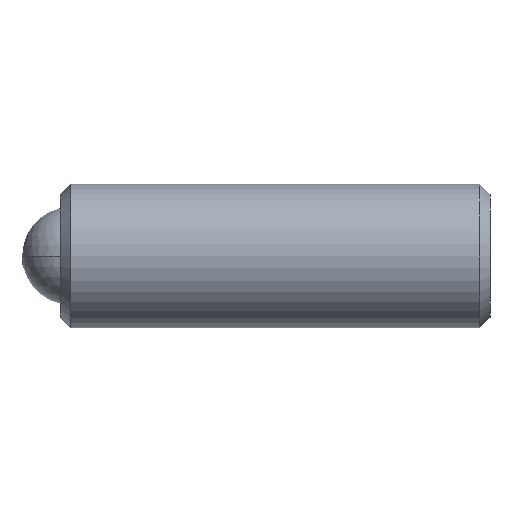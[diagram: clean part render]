
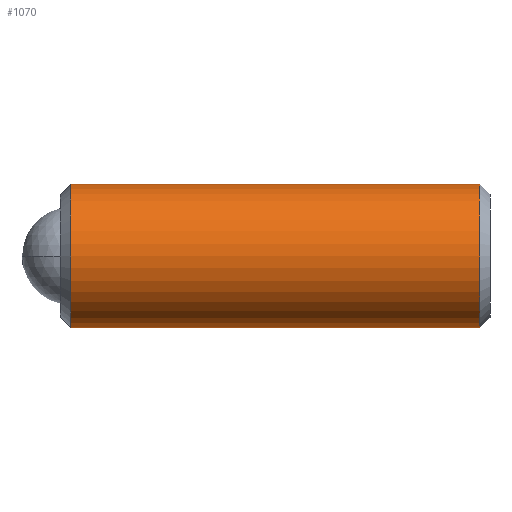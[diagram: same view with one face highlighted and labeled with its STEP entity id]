
A CAD part, front view. The second image highlights one B-rep face of the part: STEP entity #1070.
In plain terms, the highlighted cylindrical face has radius 1.753 mm (diameter 3.505 mm), a partial arc.
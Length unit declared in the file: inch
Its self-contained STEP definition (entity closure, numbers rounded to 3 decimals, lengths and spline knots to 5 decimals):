
#42 = AXIS2_PLACEMENT_3D ( 'NONE', #602, #586, #585 ) ;
#72 = CIRCLE ( 'NONE', #119, 0.069 ) ;
#119 = AXIS2_PLACEMENT_3D ( 'NONE', #673, #818, #827 ) ;
#158 = VECTOR ( 'NONE', #711, 39.37008 ) ;
#216 = LINE ( 'NONE', #681, #158 ) ;
#252 = CYLINDRICAL_SURFACE ( 'NONE', #42, 0.069 ) ;
#254 = FACE_OUTER_BOUND ( 'NONE', #975, .T. ) ;
#260 = LINE ( 'NONE', #458, #663 ) ;
#458 = CARTESIAN_POINT ( 'NONE',  ( -2.16231, 0.69555, 0.85541 ) ) ;
#585 = DIRECTION ( 'NONE',  ( 0., 0., -1. ) ) ;
#586 = DIRECTION ( 'NONE',  ( 1., 0., 0. ) ) ;
#602 = CARTESIAN_POINT ( 'NONE',  ( -2.16231, 0.69555, 0.78641 ) ) ;
#621 = DIRECTION ( 'NONE',  ( 0., 0., -1. ) ) ;
#628 = DIRECTION ( 'NONE',  ( 1., 0., 0. ) ) ;
#629 = CARTESIAN_POINT ( 'NONE',  ( -2.56541, 0.69555, 0.78641 ) ) ;
#631 = DIRECTION ( 'NONE',  ( 1., 0., 0. ) ) ;
#641 = AXIS2_PLACEMENT_3D ( 'NONE', #629, #628, #621 ) ;
#643 = CIRCLE ( 'NONE', #641, 0.069 ) ;
#663 = VECTOR ( 'NONE', #631, 39.37008 ) ;
#673 = CARTESIAN_POINT ( 'NONE',  ( -2.17231, 0.69555, 0.78641 ) ) ;
#681 = CARTESIAN_POINT ( 'NONE',  ( -2.16231, 0.69555, 0.71741 ) ) ;
#711 = DIRECTION ( 'NONE',  ( 1., 0., 0. ) ) ;
#728 = CARTESIAN_POINT ( 'NONE',  ( -2.17231, 0.69555, 0.85541 ) ) ;
#764 = CARTESIAN_POINT ( 'NONE',  ( -2.17231, 0.69555, 0.71741 ) ) ;
#776 = CARTESIAN_POINT ( 'NONE',  ( -2.56541, 0.69555, 0.85541 ) ) ;
#818 = DIRECTION ( 'NONE',  ( 1., 0., 0. ) ) ;
#821 = CARTESIAN_POINT ( 'NONE',  ( -2.56541, 0.69555, 0.71741 ) ) ;
#827 = DIRECTION ( 'NONE',  ( 0., 0., -1. ) ) ;
#847 = ORIENTED_EDGE ( 'NONE', *, *, #999, .T. ) ;
#891 = VERTEX_POINT ( 'NONE', #728 ) ;
#892 = VERTEX_POINT ( 'NONE', #776 ) ;
#894 = VERTEX_POINT ( 'NONE', #821 ) ;
#898 = VERTEX_POINT ( 'NONE', #764 ) ;
#912 = ORIENTED_EDGE ( 'NONE', *, *, #1081, .F. ) ;
#929 = ORIENTED_EDGE ( 'NONE', *, *, #1073, .T. ) ;
#935 = ORIENTED_EDGE ( 'NONE', *, *, #1000, .F. ) ;
#975 = EDGE_LOOP ( 'NONE', ( #912, #929, #847, #935 ) ) ;
#999 = EDGE_CURVE ( 'NONE', #894, #898, #216, .T. ) ;
#1000 = EDGE_CURVE ( 'NONE', #891, #898, #72, .T. ) ;
#1070 = ADVANCED_FACE ( 'NONE', ( #254 ), #252, .T. ) ;
#1073 = EDGE_CURVE ( 'NONE', #892, #894, #643, .T. ) ;
#1081 = EDGE_CURVE ( 'NONE', #892, #891, #260, .T. ) ;
